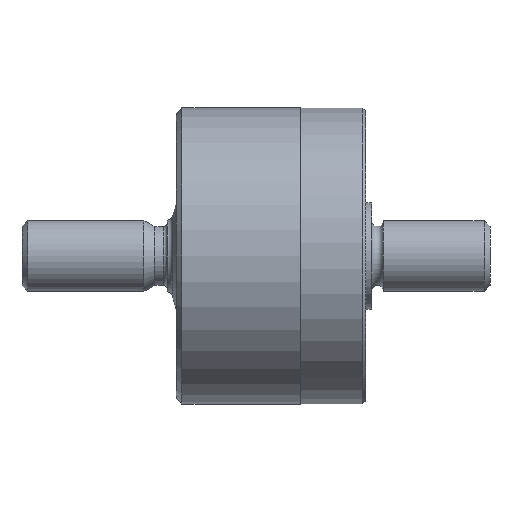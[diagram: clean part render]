
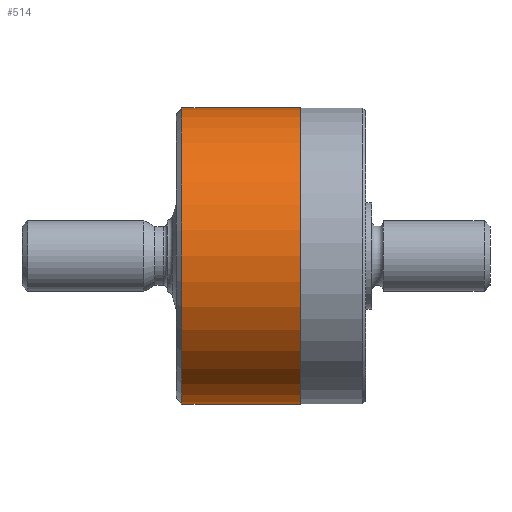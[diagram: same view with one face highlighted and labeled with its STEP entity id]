
A CAD part, left-side view. The second image highlights one B-rep face of the part: STEP entity #514.
In plain terms, the highlighted cylindrical face has radius 25 mm (diameter 50 mm), a full revolution.
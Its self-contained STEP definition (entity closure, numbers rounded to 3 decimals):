
#514 = ADVANCED_FACE( '', ( #1015, #1016, #1017 ), #1018, .T. );
#1015 = FACE_BOUND( '', #1508, .T. );
#1016 = FACE_OUTER_BOUND( '', #1509, .T. );
#1017 = FACE_OUTER_BOUND( '', #1510, .T. );
#1018 = CYLINDRICAL_SURFACE( '', #1511, 25. );
#1508 = EDGE_LOOP( '', ( #2439 ) );
#1509 = EDGE_LOOP( '', ( #2440 ) );
#1510 = EDGE_LOOP( '', ( #2441 ) );
#1511 = AXIS2_PLACEMENT_3D( '', #2442, #2443, #2444 );
#2439 = ORIENTED_EDGE( '', *, *, #2829, .F. );
#2440 = ORIENTED_EDGE( '', *, *, #2790, .T. );
#2441 = ORIENTED_EDGE( '', *, *, #2950, .F. );
#2442 = CARTESIAN_POINT( '', ( 0., 47., 0. ) );
#2443 = DIRECTION( '', ( 0., 1., 0. ) );
#2444 = DIRECTION( '', ( 1., 0., 0. ) );
#2790 = EDGE_CURVE( '', #3278, #3278, #3279, .F. );
#2829 = EDGE_CURVE( '', #3331, #3331, #3332, .T. );
#2950 = EDGE_CURVE( '', #3478, #3478, #3479, .T. );
#3278 = VERTEX_POINT( '', #4508 );
#3279 = CIRCLE( '', #4509, 25. );
#3331 = VERTEX_POINT( '', #4723 );
#3332 = B_SPLINE_CURVE_WITH_KNOTS( '', 3, ( #4724, #4725, #4726, #4727, #4728, #4729, #4730, #4731, #4732, #4733, #4734, #4735, #4736, #4737, #4738, #4739, #4740, #4741, #4742, #4743, #4744, #4745, #4746, #4747, #4748, #4749, #4750, #4751, #4752, #4753, #4754, #4755, #4756, #4757, #4758, #4759, #4760, #4761, #4762, #4763, #4764, #4765, #4766, #4767, #4768, #4769, #4770, #4771, #4772, #4773, #4774, #4775, #4776, #4777, #4778, #4779, #4780, #4781, #4782, #4783, #4784, #4785, #4786, #4787, #4788, #4789, #4790, #4791, #4792, #4793, #4794, #4795, #4796, #4797, #4798, #4799, #4800, #4801, #4802, #4803, #4804, #4805, #4806, #4807, #4808, #4809, #4810, #4811, #4812 ), .UNSPECIFIED., .T., .F., ( 2, 2, 2, 2, 2, 2, 2, 2, 2, 2, 2, 2, 2, 2, 2, 2, 2, 2, 2, 2, 2, 2, 1, 2, 2, 2, 2, 2, 2, 2, 2, 2, 2, 2, 2, 2, 2, 2, 2, 2, 2, 2, 2, 2, 2, 2, 2 ), ( -0.002, 0., 0.002, 0.003, 0.003, 0.005, 0.006, 0.007, 0.008, 0.01, 0.011, 0.012, 0.013, 0.015, 0.017, 0.018, 0.019, 0.02, 0.022, 0.023, 0.025, 0.026, 0.027, 0.028, 0.028, 0.03, 0.032, 0.033, 0.034, 0.035, 0.036, 0.037, 0.038, 0.039, 0.04, 0.042, 0.043, 0.044, 0.044, 0.045, 0.047, 0.049, 0.05, 0.051, 0.052, 0.054, 0.055 ), .UNSPECIFIED. );
#3478 = VERTEX_POINT( '', #5268 );
#3479 = CIRCLE( '', #5269, 25. );
#4508 = CARTESIAN_POINT( '', ( -25., 20., 0. ) );
#4509 = AXIS2_PLACEMENT_3D( '', #5429, #5430, #5431 );
#4723 = CARTESIAN_POINT( '', ( 25., 18.5, 0. ) );
#4724 = CARTESIAN_POINT( '', ( 25., 18.5, -0.566 ) );
#4725 = CARTESIAN_POINT( '', ( 25., 18.5, 0.566 ) );
#4726 = CARTESIAN_POINT( '', ( 24.981, 18.444, 1.122 ) );
#4727 = CARTESIAN_POINT( '', ( 24.926, 18.28, 1.941 ) );
#4728 = CARTESIAN_POINT( '', ( 24.903, 18.212, 2.212 ) );
#4729 = CARTESIAN_POINT( '', ( 24.85, 18.048, 2.748 ) );
#4730 = CARTESIAN_POINT( '', ( 24.819, 17.953, 3.013 ) );
#4731 = CARTESIAN_POINT( '', ( 24.717, 17.632, 3.784 ) );
#4732 = CARTESIAN_POINT( '', ( 24.637, 17.37, 4.271 ) );
#4733 = CARTESIAN_POINT( '', ( 24.504, 16.907, 4.961 ) );
#4734 = CARTESIAN_POINT( '', ( 24.457, 16.74, 5.186 ) );
#4735 = CARTESIAN_POINT( '', ( 24.362, 16.388, 5.614 ) );
#4736 = CARTESIAN_POINT( '', ( 24.314, 16.203, 5.818 ) );
#4737 = CARTESIAN_POINT( '', ( 24.17, 15.619, 6.401 ) );
#4738 = CARTESIAN_POINT( '', ( 24.073, 15.194, 6.752 ) );
#4739 = CARTESIAN_POINT( '', ( 23.89, 14.267, 7.373 ) );
#4740 = CARTESIAN_POINT( '', ( 23.807, 13.779, 7.634 ) );
#4741 = CARTESIAN_POINT( '', ( 23.702, 13.014, 7.953 ) );
#4742 = CARTESIAN_POINT( '', ( 23.67, 12.753, 8.047 ) );
#4743 = CARTESIAN_POINT( '', ( 23.614, 12.218, 8.21 ) );
#4744 = CARTESIAN_POINT( '', ( 23.589, 11.944, 8.28 ) );
#4745 = CARTESIAN_POINT( '', ( 23.531, 11.119, 8.445 ) );
#4746 = CARTESIAN_POINT( '', ( 23.511, 10.565, 8.5 ) );
#4747 = CARTESIAN_POINT( '', ( 23.51, 9.447, 8.5 ) );
#4748 = CARTESIAN_POINT( '', ( 23.531, 8.879, 8.444 ) );
#4749 = CARTESIAN_POINT( '', ( 23.608, 7.785, 8.225 ) );
#4750 = CARTESIAN_POINT( '', ( 23.665, 7.253, 8.063 ) );
#4751 = CARTESIAN_POINT( '', ( 23.807, 6.219, 7.633 ) );
#4752 = CARTESIAN_POINT( '', ( 23.891, 5.729, 7.37 ) );
#4753 = CARTESIAN_POINT( '', ( 24.027, 5.042, 6.909 ) );
#4754 = CARTESIAN_POINT( '', ( 24.074, 4.82, 6.745 ) );
#4755 = CARTESIAN_POINT( '', ( 24.169, 4.392, 6.393 ) );
#4756 = CARTESIAN_POINT( '', ( 24.218, 4.185, 6.205 ) );
#4757 = CARTESIAN_POINT( '', ( 24.364, 3.598, 5.619 ) );
#4758 = CARTESIAN_POINT( '', ( 24.459, 3.249, 5.194 ) );
#4759 = CARTESIAN_POINT( '', ( 24.636, 2.633, 4.276 ) );
#4760 = CARTESIAN_POINT( '', ( 24.718, 2.366, 3.779 ) );
#4761 = CARTESIAN_POINT( '', ( 24.853, 1.94, 2.756 ) );
#4762 = CARTESIAN_POINT( '', ( 24.907, 1.777, 2.225 ) );
#4763 = CARTESIAN_POINT( '', ( 24.962, 1.611, 1.4 ) );
#4764 = CARTESIAN_POINT( '', ( 24.977, 1.569, 1.119 ) );
#4765 = CARTESIAN_POINT( '', ( 24.995, 1.514, 0.561 ) );
#4766 = CARTESIAN_POINT( '', ( 25.005, 1.486, 0.003 ) );
#4767 = CARTESIAN_POINT( '', ( 24.995, 1.513, -0.554 ) );
#4768 = CARTESIAN_POINT( '', ( 24.977, 1.568, -1.112 ) );
#4769 = CARTESIAN_POINT( '', ( 24.963, 1.61, -1.392 ) );
#4770 = CARTESIAN_POINT( '', ( 24.907, 1.776, -2.219 ) );
#4771 = CARTESIAN_POINT( '', ( 24.854, 1.938, -2.751 ) );
#4772 = CARTESIAN_POINT( '', ( 24.718, 2.365, -3.777 ) );
#4773 = CARTESIAN_POINT( '', ( 24.636, 2.632, -4.274 ) );
#4774 = CARTESIAN_POINT( '', ( 24.459, 3.247, -5.192 ) );
#4775 = CARTESIAN_POINT( '', ( 24.364, 3.597, -5.618 ) );
#4776 = CARTESIAN_POINT( '', ( 24.218, 4.186, -6.206 ) );
#4777 = CARTESIAN_POINT( '', ( 24.169, 4.392, -6.394 ) );
#4778 = CARTESIAN_POINT( '', ( 24.074, 4.819, -6.744 ) );
#4779 = CARTESIAN_POINT( '', ( 24.027, 5.04, -6.908 ) );
#4780 = CARTESIAN_POINT( '', ( 23.937, 5.497, -7.215 ) );
#4781 = CARTESIAN_POINT( '', ( 23.893, 5.734, -7.357 ) );
#4782 = CARTESIAN_POINT( '', ( 23.811, 6.222, -7.619 ) );
#4783 = CARTESIAN_POINT( '', ( 23.772, 6.476, -7.74 ) );
#4784 = CARTESIAN_POINT( '', ( 23.665, 7.25, -8.062 ) );
#4785 = CARTESIAN_POINT( '', ( 23.609, 7.781, -8.224 ) );
#4786 = CARTESIAN_POINT( '', ( 23.551, 8.599, -8.388 ) );
#4787 = CARTESIAN_POINT( '', ( 23.536, 8.876, -8.43 ) );
#4788 = CARTESIAN_POINT( '', ( 23.516, 9.437, -8.486 ) );
#4789 = CARTESIAN_POINT( '', ( 23.511, 9.72, -8.5 ) );
#4790 = CARTESIAN_POINT( '', ( 23.511, 10.56, -8.5 ) );
#4791 = CARTESIAN_POINT( '', ( 23.531, 11.115, -8.445 ) );
#4792 = CARTESIAN_POINT( '', ( 23.589, 11.939, -8.281 ) );
#4793 = CARTESIAN_POINT( '', ( 23.613, 12.214, -8.211 ) );
#4794 = CARTESIAN_POINT( '', ( 23.669, 12.749, -8.048 ) );
#4795 = CARTESIAN_POINT( '', ( 23.701, 13.011, -7.954 ) );
#4796 = CARTESIAN_POINT( '', ( 23.772, 13.522, -7.741 ) );
#4797 = CARTESIAN_POINT( '', ( 23.81, 13.772, -7.622 ) );
#4798 = CARTESIAN_POINT( '', ( 23.892, 14.261, -7.36 ) );
#4799 = CARTESIAN_POINT( '', ( 23.937, 14.501, -7.216 ) );
#4800 = CARTESIAN_POINT( '', ( 24.073, 15.194, -6.751 ) );
#4801 = CARTESIAN_POINT( '', ( 24.17, 15.619, -6.401 ) );
#4802 = CARTESIAN_POINT( '', ( 24.363, 16.399, -5.622 ) );
#4803 = CARTESIAN_POINT( '', ( 24.46, 16.756, -5.188 ) );
#4804 = CARTESIAN_POINT( '', ( 24.637, 17.37, -4.27 ) );
#4805 = CARTESIAN_POINT( '', ( 24.717, 17.632, -3.784 ) );
#4806 = CARTESIAN_POINT( '', ( 24.819, 17.953, -3.013 ) );
#4807 = CARTESIAN_POINT( '', ( 24.85, 18.049, -2.747 ) );
#4808 = CARTESIAN_POINT( '', ( 24.903, 18.212, -2.211 ) );
#4809 = CARTESIAN_POINT( '', ( 24.926, 18.28, -1.941 ) );
#4810 = CARTESIAN_POINT( '', ( 24.981, 18.444, -1.122 ) );
#4811 = CARTESIAN_POINT( '', ( 25., 18.5, -0.566 ) );
#4812 = CARTESIAN_POINT( '', ( 25., 18.5, 0.566 ) );
#5268 = CARTESIAN_POINT( '', ( 25., 0., 0. ) );
#5269 = AXIS2_PLACEMENT_3D( '', #5491, #5492, #5493 );
#5429 = CARTESIAN_POINT( '', ( 0., 20., 0. ) );
#5430 = DIRECTION( '', ( 0., 1., 0. ) );
#5431 = DIRECTION( '', ( -1., 0., 0. ) );
#5491 = CARTESIAN_POINT( '', ( 0., 0., 0. ) );
#5492 = DIRECTION( '', ( 0., -1., 0. ) );
#5493 = DIRECTION( '', ( 1., 0., 0. ) );
